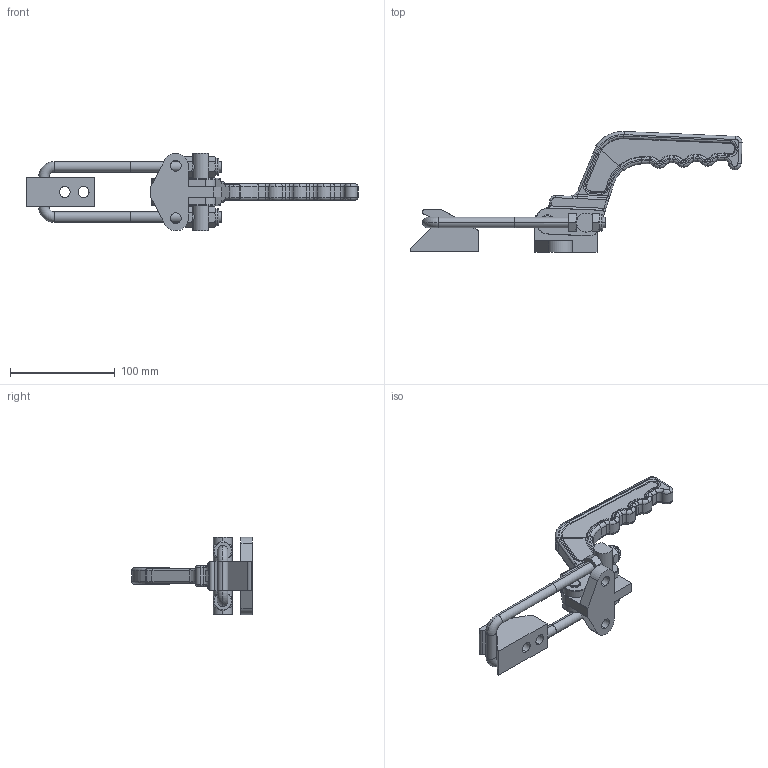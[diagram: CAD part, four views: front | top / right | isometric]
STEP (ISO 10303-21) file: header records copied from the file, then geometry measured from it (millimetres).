
FILE_DESCRIPTION (( 'STEP AP214' ), '1' );
FILE_NAME ('GH-42000(Â²¤Æ).STEP', '2020-07-07T09:08:35', ( 'LinWei' ), ( '' ), 'SwSTEP 2.0', 'SolidWorks 2016', '' );
FILE_SCHEMA (( 'AUTOMOTIVE_DESIGN' ));
Length unit declared in the file: millimetre
Products named in the file (7): 24200014-1^GH-42000(簡化); 止付螺絲M5x6尖尾-1^GH-42000(簡化); 24200013-1^GH-42000(簡化); 44200044-1^GH-42000(簡化); Group3^GH-42000(簡化); Group1^GH-42000(簡化); GH-42000(簡化)
Assembly tree (6 placements, depth 2):
  GH-42000(簡化)
    Group1^GH-42000(簡化)
    Group3^GH-42000(簡化)
    44200044-1^GH-42000(簡化)
    24200013-1^GH-42000(簡化)
    止付螺絲M5x6尖尾-1^GH-42000(簡化)
    24200014-1^GH-42000(簡化)
Bounding box: 316.9 x 115.41 x 74 mm (x, y, z)
Volume: 218615 mm3; surface area: 69628.9 mm2
Topology: 9 solids, 9 shells, 485 faces, 1183 edges, 712 vertices
Faces by surface type: cylinder 163, torus 144, plane 124, cone 26, bspline 26, sphere 2
Entity records: 18765 total; most frequent: CARTESIAN_POINT 5409, DIRECTION 2601, ORIENTED_EDGE 2350, EDGE_CURVE 1175, AXIS2_PLACEMENT_3D 1094, VERTEX_POINT 712, CIRCLE 626, EDGE_LOOP 513
